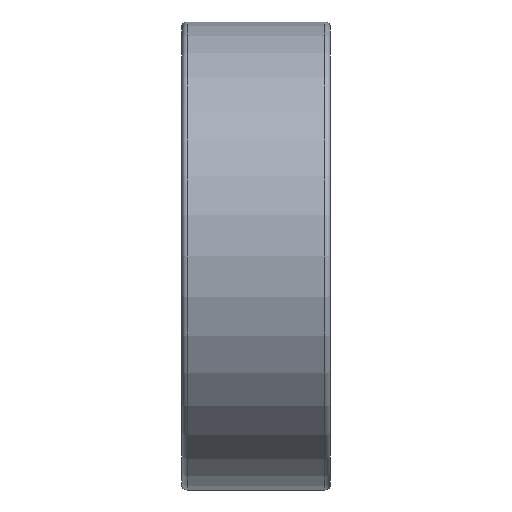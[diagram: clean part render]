
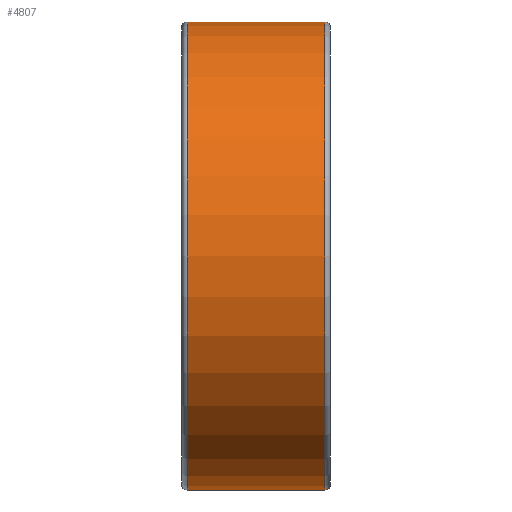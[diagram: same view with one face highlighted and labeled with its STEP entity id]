
A CAD part, front view. The second image highlights one B-rep face of the part: STEP entity #4807.
In plain terms, the highlighted cylindrical face has radius 11 mm (diameter 22 mm), a partial arc.
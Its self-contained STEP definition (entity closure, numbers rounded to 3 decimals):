
#1162 = DIRECTION ( 'NONE',  ( 0., 0., -1. ) ) ;
#1167 = DIRECTION ( 'NONE',  ( 1., 0., 0. ) ) ;
#1173 = CARTESIAN_POINT ( 'NONE',  ( -0.26, 0., 0. ) ) ;
#1450 = EDGE_CURVE ( 'NONE', #4654, #4592, #6209, .T. ) ;
#1456 = EDGE_CURVE ( 'NONE', #4653, #4561, #6195, .T. ) ;
#2758 = VECTOR ( 'NONE', #5292, 1000. ) ;
#2761 = VECTOR ( 'NONE', #5301, 1000. ) ;
#2770 = AXIS2_PLACEMENT_3D ( 'NONE', #3452, #3449, #3455 ) ;
#3449 = DIRECTION ( 'NONE',  ( 1., 0., 0. ) ) ;
#3450 = FACE_OUTER_BOUND ( 'NONE', #4962, .T. ) ;
#3452 = CARTESIAN_POINT ( 'NONE',  ( 0., 0., 0. ) ) ;
#3454 = CYLINDRICAL_SURFACE ( 'NONE', #2770, 11. ) ;
#3455 = DIRECTION ( 'NONE',  ( 0., 0., -1. ) ) ;
#4246 = EDGE_CURVE ( 'NONE', #4654, #4653, #5284, .T. ) ;
#4249 = EDGE_CURVE ( 'NONE', #4592, #4561, #5297, .T. ) ;
#4326 = ORIENTED_EDGE ( 'NONE', *, *, #4246, .F. ) ;
#4327 = ORIENTED_EDGE ( 'NONE', *, *, #1450, .T. ) ;
#4328 = ORIENTED_EDGE ( 'NONE', *, *, #4249, .T. ) ;
#4329 = ORIENTED_EDGE ( 'NONE', *, *, #1456, .F. ) ;
#4561 = VERTEX_POINT ( 'NONE', #5768 ) ;
#4592 = VERTEX_POINT ( 'NONE', #5797 ) ;
#4653 = VERTEX_POINT ( 'NONE', #5831 ) ;
#4654 = VERTEX_POINT ( 'NONE', #5840 ) ;
#4719 = DIRECTION ( 'NONE',  ( 0., 0., -1. ) ) ;
#4720 = DIRECTION ( 'NONE',  ( 1., 0., 0. ) ) ;
#4721 = CARTESIAN_POINT ( 'NONE',  ( -6.74, 0., 0. ) ) ;
#4807 = ADVANCED_FACE ( 'NONE', ( #3450 ), #3454, .T. ) ;
#4962 = EDGE_LOOP ( 'NONE', ( #4326, #4327, #4328, #4329 ) ) ;
#5284 = LINE ( 'NONE', #5285, #2758 ) ;
#5285 = CARTESIAN_POINT ( 'NONE',  ( 0., 0., 11. ) ) ;
#5292 = DIRECTION ( 'NONE',  ( 1., 0., 0. ) ) ;
#5293 = CARTESIAN_POINT ( 'NONE',  ( 0., 0., -11. ) ) ;
#5297 = LINE ( 'NONE', #5293, #2761 ) ;
#5301 = DIRECTION ( 'NONE',  ( 1., 0., 0. ) ) ;
#5768 = CARTESIAN_POINT ( 'NONE',  ( -0.26, 0., -11. ) ) ;
#5797 = CARTESIAN_POINT ( 'NONE',  ( -6.74, 0., -11. ) ) ;
#5831 = CARTESIAN_POINT ( 'NONE',  ( -0.26, 0., 11. ) ) ;
#5840 = CARTESIAN_POINT ( 'NONE',  ( -6.74, 0., 11. ) ) ;
#6192 = AXIS2_PLACEMENT_3D ( 'NONE', #1173, #1167, #1162 ) ;
#6195 = CIRCLE ( 'NONE', #6192, 11. ) ;
#6205 = AXIS2_PLACEMENT_3D ( 'NONE', #4721, #4720, #4719 ) ;
#6209 = CIRCLE ( 'NONE', #6205, 11. ) ;
